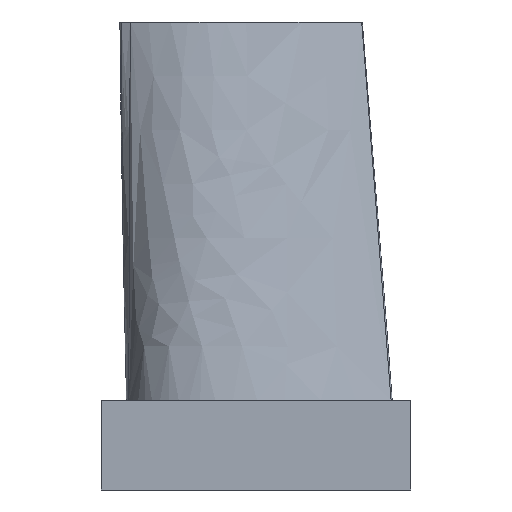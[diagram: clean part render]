
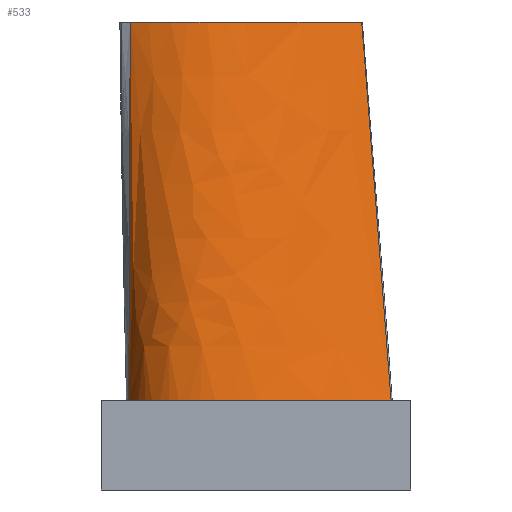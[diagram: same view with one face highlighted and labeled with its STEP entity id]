
A CAD part, front view. The second image highlights one B-rep face of the part: STEP entity #533.
In plain terms, the highlighted free-form (B-spline) face has degree [7, 7] with [8, 8] control points.
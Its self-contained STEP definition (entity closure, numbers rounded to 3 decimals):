
#147=CARTESIAN_POINT('Control Point',(6.186,-16.609,20.25)) ;
#148=CARTESIAN_POINT('Control Point',(6.654,-18.439,20.25)) ;
#149=CARTESIAN_POINT('Control Point',(7.381,-20.207,20.25)) ;
#150=CARTESIAN_POINT('Control Point',(8.367,-21.854,20.25)) ;
#151=CARTESIAN_POINT('Control Point',(10.802,-24.744,20.25)) ;
#152=CARTESIAN_POINT('Control Point',(14.092,-26.838,20.25)) ;
#153=CARTESIAN_POINT('Control Point',(15.885,-27.645,20.25)) ;
#154=CARTESIAN_POINT('Control Point',(20.534,-29.048,20.25)) ;
#155=CARTESIAN_POINT('Control Point',(25.787,-29.223,20.25)) ;
#156=CARTESIAN_POINT('Control Point',(28.975,-28.938,20.25)) ;
#157=CARTESIAN_POINT('Control Point',(35.792,-27.668,20.25)) ;
#158=CARTESIAN_POINT('Control Point',(42.686,-25.193,20.25)) ;
#159=CARTESIAN_POINT('Control Point',(46.294,-23.623,20.25)) ;
#160=CARTESIAN_POINT('Control Point',(52.384,-20.571,20.25)) ;
#161=CARTESIAN_POINT('Control Point',(58.343,-16.981,20.25)) ;
#162=CARTESIAN_POINT('Control Point',(60.786,-15.416,20.25)) ;
#163=CARTESIAN_POINT('Control Point',(63.203,-13.78,20.25)) ;
#164=CARTESIAN_POINT('Control Point',(65.596,-12.082,20.25)) ;
#165=CARTESIAN_POINT('Vertex',(6.186,-16.609,20.25)) ;
#167=CARTESIAN_POINT('Vertex',(65.596,-12.082,20.25)) ;
#400=CARTESIAN_POINT('Control Point',(6.186,-16.609,20.25)) ;
#401=CARTESIAN_POINT('Control Point',(6.244,-18.248,32.502)) ;
#402=CARTESIAN_POINT('Control Point',(6.381,-19.737,44.751)) ;
#403=CARTESIAN_POINT('Control Point',(6.521,-21.127,56.997)) ;
#404=CARTESIAN_POINT('Control Point',(6.593,-22.508,69.244)) ;
#405=CARTESIAN_POINT('Control Point',(6.593,-23.99,81.492)) ;
#406=CARTESIAN_POINT('Control Point',(6.579,-25.587,93.744)) ;
#407=CARTESIAN_POINT('Control Point',(6.509,-27.178,106.001)) ;
#408=CARTESIAN_POINT('Vertex',(6.509,-27.178,106.001)) ;
#441=CARTESIAN_POINT('Control Point',(65.596,-12.082,20.25)) ;
#442=CARTESIAN_POINT('Control Point',(53.634,-20.57,20.25)) ;
#443=CARTESIAN_POINT('Control Point',(41.84,-27.088,20.25)) ;
#444=CARTESIAN_POINT('Control Point',(30.426,-31.048,20.25)) ;
#445=CARTESIAN_POINT('Control Point',(20.29,-31.734,20.25)) ;
#446=CARTESIAN_POINT('Control Point',(12.513,-28.851,20.25)) ;
#447=CARTESIAN_POINT('Control Point',(7.841,-23.077,20.25)) ;
#448=CARTESIAN_POINT('Control Point',(6.186,-16.609,20.25)) ;
#449=CARTESIAN_POINT('Control Point',(64.719,-10.868,32.501)) ;
#450=CARTESIAN_POINT('Control Point',(53.389,-18.942,32.502)) ;
#451=CARTESIAN_POINT('Control Point',(41.385,-25.96,32.481)) ;
#452=CARTESIAN_POINT('Control Point',(30.622,-30.61,32.509)) ;
#453=CARTESIAN_POINT('Control Point',(21.341,-31.731,32.536)) ;
#454=CARTESIAN_POINT('Control Point',(13.548,-29.241,32.521)) ;
#455=CARTESIAN_POINT('Control Point',(8.421,-24.07,32.508)) ;
#456=CARTESIAN_POINT('Control Point',(6.244,-18.248,32.502)) ;
#457=CARTESIAN_POINT('Control Point',(63.786,-9.668,44.751)) ;
#458=CARTESIAN_POINT('Control Point',(53.163,-17.725,44.752)) ;
#459=CARTESIAN_POINT('Control Point',(41.089,-24.828,44.727)) ;
#460=CARTESIAN_POINT('Control Point',(30.872,-30.009,44.766)) ;
#461=CARTESIAN_POINT('Control Point',(22.227,-31.642,44.791)) ;
#462=CARTESIAN_POINT('Control Point',(14.499,-29.597,44.765)) ;
#463=CARTESIAN_POINT('Control Point',(9.037,-24.804,44.753)) ;
#464=CARTESIAN_POINT('Control Point',(6.381,-19.737,44.751)) ;
#465=CARTESIAN_POINT('Control Point',(62.815,-8.479,57.001)) ;
#466=CARTESIAN_POINT('Control Point',(52.947,-16.695,57.002)) ;
#467=CARTESIAN_POINT('Control Point',(40.896,-23.688,56.984)) ;
#468=CARTESIAN_POINT('Control Point',(31.147,-29.286,57.02)) ;
#469=CARTESIAN_POINT('Control Point',(23.005,-31.464,57.026)) ;
#470=CARTESIAN_POINT('Control Point',(15.409,-29.898,56.994)) ;
#471=CARTESIAN_POINT('Control Point',(9.601,-25.368,56.993)) ;
#472=CARTESIAN_POINT('Control Point',(6.521,-21.127,56.997)) ;
#473=CARTESIAN_POINT('Control Point',(61.827,-7.3,69.251)) ;
#474=CARTESIAN_POINT('Control Point',(52.703,-15.662,69.252)) ;
#475=CARTESIAN_POINT('Control Point',(40.742,-22.543,69.245)) ;
#476=CARTESIAN_POINT('Control Point',(31.417,-28.486,69.271)) ;
#477=CARTESIAN_POINT('Control Point',(23.732,-31.197,69.254)) ;
#478=CARTESIAN_POINT('Control Point',(16.32,-30.127,69.22)) ;
#479=CARTESIAN_POINT('Control Point',(10.035,-25.908,69.232)) ;
#480=CARTESIAN_POINT('Control Point',(6.593,-22.508,69.244)) ;
#481=CARTESIAN_POINT('Control Point',(60.841,-6.127,81.501)) ;
#482=CARTESIAN_POINT('Control Point',(52.361,-14.485,81.502)) ;
#483=CARTESIAN_POINT('Control Point',(40.558,-21.404,81.505)) ;
#484=CARTESIAN_POINT('Control Point',(31.651,-27.654,81.518)) ;
#485=CARTESIAN_POINT('Control Point',(24.463,-30.839,81.485)) ;
#486=CARTESIAN_POINT('Control Point',(17.273,-30.265,81.455)) ;
#487=CARTESIAN_POINT('Control Point',(10.357,-26.598,81.476)) ;
#488=CARTESIAN_POINT('Control Point',(6.593,-23.99,81.492)) ;
#489=CARTESIAN_POINT('Control Point',(59.876,-4.957,93.751)) ;
#490=CARTESIAN_POINT('Control Point',(51.849,-13.04,93.752)) ;
#491=CARTESIAN_POINT('Control Point',(40.274,-20.289,93.759)) ;
#492=CARTESIAN_POINT('Control Point',(31.819,-26.835,93.762)) ;
#493=CARTESIAN_POINT('Control Point',(25.256,-30.387,93.73)) ;
#494=CARTESIAN_POINT('Control Point',(18.31,-30.292,93.711)) ;
#495=CARTESIAN_POINT('Control Point',(10.672,-27.471,93.73)) ;
#496=CARTESIAN_POINT('Control Point',(6.579,-25.587,93.744)) ;
#497=CARTESIAN_POINT('Control Point',(58.952,-3.79,106.001)) ;
#498=CARTESIAN_POINT('Control Point',(51.123,-11.143,106.002)) ;
#499=CARTESIAN_POINT('Control Point',(39.825,-19.2,106.001)) ;
#500=CARTESIAN_POINT('Control Point',(31.891,-26.074,106.001)) ;
#501=CARTESIAN_POINT('Control Point',(26.168,-29.842,106.001)) ;
#502=CARTESIAN_POINT('Control Point',(19.473,-30.19,106.001)) ;
#503=CARTESIAN_POINT('Control Point',(10.942,-28.373,106.001)) ;
#504=CARTESIAN_POINT('Control Point',(6.509,-27.178,106.001)) ;
#506=CARTESIAN_POINT('Control Point',(65.596,-12.082,20.25)) ;
#507=CARTESIAN_POINT('Control Point',(64.719,-10.868,32.501)) ;
#508=CARTESIAN_POINT('Control Point',(63.786,-9.668,44.751)) ;
#509=CARTESIAN_POINT('Control Point',(62.815,-8.479,57.001)) ;
#510=CARTESIAN_POINT('Control Point',(61.827,-7.3,69.251)) ;
#511=CARTESIAN_POINT('Control Point',(60.841,-6.127,81.501)) ;
#512=CARTESIAN_POINT('Control Point',(59.876,-4.957,93.751)) ;
#513=CARTESIAN_POINT('Control Point',(58.952,-3.79,106.001)) ;
#514=CARTESIAN_POINT('Vertex',(58.952,-3.79,106.001)) ;
#518=CARTESIAN_POINT('Control Point',(58.952,-3.79,106.001)) ;
#519=CARTESIAN_POINT('Control Point',(51.123,-11.143,106.002)) ;
#520=CARTESIAN_POINT('Control Point',(39.825,-19.2,106.001)) ;
#521=CARTESIAN_POINT('Control Point',(31.891,-26.074,106.001)) ;
#522=CARTESIAN_POINT('Control Point',(26.168,-29.842,106.001)) ;
#523=CARTESIAN_POINT('Control Point',(19.473,-30.19,106.001)) ;
#524=CARTESIAN_POINT('Control Point',(10.942,-28.373,106.001)) ;
#525=CARTESIAN_POINT('Control Point',(6.509,-27.178,106.001)) ;
#528=ORIENTED_EDGE('',*,*,#516,.T.) ;
#529=ORIENTED_EDGE('',*,*,#526,.T.) ;
#530=ORIENTED_EDGE('',*,*,#410,.T.) ;
#531=ORIENTED_EDGE('',*,*,#169,.T.) ;
#533=ADVANCED_FACE('',(#532),#440,.T.) ;
#146=B_SPLINE_CURVE_WITH_KNOTS('',5,(#147,#148,#149,#150,#151,#152,#153,#154,#155,#156,#157,#158,#159,#160,#161,#162,#163,#164),.UNSPECIFIED.,.F.,.U.,(6,3,3,3,3,6),(0.,16.439,32.276,54.551,79.31,96.797),.UNSPECIFIED.) ;
#399=B_SPLINE_CURVE_WITH_KNOTS('',7,(#400,#401,#402,#403,#404,#405,#406,#407),.UNSPECIFIED.,.F.,.U.,(8,8),(0.,86.72),.UNSPECIFIED.) ;
#505=B_SPLINE_CURVE_WITH_KNOTS('',7,(#506,#507,#508,#509,#510,#511,#512,#513),.UNSPECIFIED.,.F.,.U.,(8,8),(0.,86.153),.UNSPECIFIED.) ;
#517=B_SPLINE_CURVE_WITH_KNOTS('',7,(#518,#519,#520,#521,#522,#523,#524,#525),.UNSPECIFIED.,.F.,.U.,(8,8),(0.,66.594),.UNSPECIFIED.) ;
#440=B_SPLINE_SURFACE_WITH_KNOTS('',7,7,((#441,#442,#443,#444,#445,#446,#447,#448),(#449,#450,#451,#452,#453,#454,#455,#456),(#457,#458,#459,#460,#461,#462,#463,#464),(#465,#466,#467,#468,#469,#470,#471,#472),(#473,#474,#475,#476,#477,#478,#479,#480),(#481,#482,#483,#484,#485,#486,#487,#488),(#489,#490,#491,#492,#493,#494,#495,#496),(#497,#498,#499,#500,#501,#502,#503,#504)),.UNSPECIFIED.,.F.,.F.,.U.,(8,8),(8,8),(0.,86.153),(0.,66.594),.UNSPECIFIED.) ;
#169=EDGE_CURVE('',#166,#168,#146,.T.) ;
#410=EDGE_CURVE('',#409,#166,#399,.F.) ;
#516=EDGE_CURVE('',#168,#515,#505,.T.) ;
#526=EDGE_CURVE('',#515,#409,#517,.T.) ;
#527=EDGE_LOOP('',(#528,#529,#530,#531)) ;
#532=FACE_OUTER_BOUND('',#527,.T.) ;
#166=VERTEX_POINT('',#165) ;
#168=VERTEX_POINT('',#167) ;
#409=VERTEX_POINT('',#408) ;
#515=VERTEX_POINT('',#514) ;
